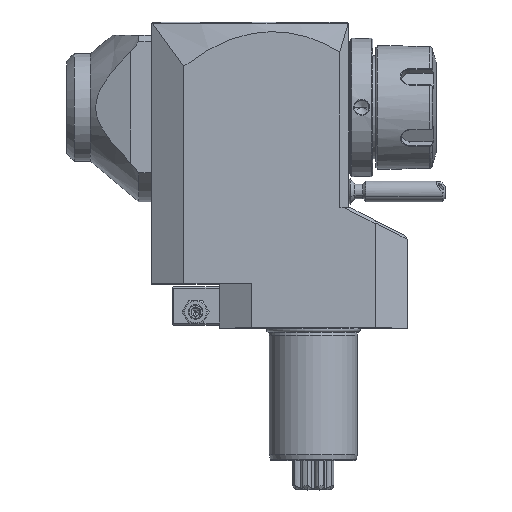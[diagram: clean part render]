
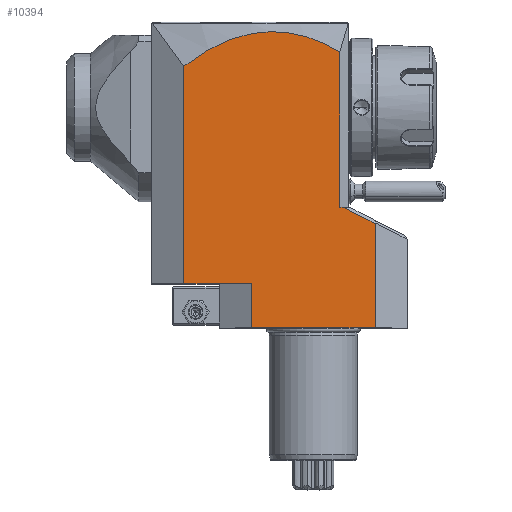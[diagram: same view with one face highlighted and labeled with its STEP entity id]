
A CAD part, top view. The second image highlights one B-rep face of the part: STEP entity #10394.
In plain terms, the highlighted planar face has unit normal (0, 0, 1).
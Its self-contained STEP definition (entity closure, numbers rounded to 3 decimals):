
#60=DIRECTION('',(0.,1.,0.));
#61=VECTOR('',#60,73.907);
#62=CARTESIAN_POINT('',(-21.,-26.,32.));
#63=LINE('',#62,#61);
#64=CARTESIAN_POINT('',(-21.,47.907,32.));
#65=CARTESIAN_POINT('',(-12.549,54.594,32.));
#66=CARTESIAN_POINT('',(4.714,62.449,32.));
#67=CARTESIAN_POINT('',(22.752,58.415,32.));
#68=CARTESIAN_POINT('',(32.,52.883,32.));
#70=DIRECTION('',(0.,-1.,0.));
#71=VECTOR('',#70,52.883);
#72=CARTESIAN_POINT('',(32.,52.883,32.));
#73=LINE('',#72,#71);
#74=DIRECTION('',(-0.891,0.454,0.));
#75=VECTOR('',#74,12.153);
#76=CARTESIAN_POINT('',(44.,-5.518,32.));
#77=LINE('',#76,#75);
#86=DIRECTION('',(0.,1.,0.));
#87=VECTOR('',#86,35.482);
#88=CARTESIAN_POINT('',(44.,-41.,32.));
#89=LINE('',#88,#87);
#172=DIRECTION('',(1.,0.,0.));
#173=VECTOR('',#172,23.);
#174=CARTESIAN_POINT('',(-21.,-26.,32.));
#175=LINE('',#174,#173);
#356=DIRECTION('',(1.,0.,0.));
#357=VECTOR('',#356,1.171);
#358=CARTESIAN_POINT('',(32.,0.,32.));
#359=LINE('',#358,#357);
#4567=DIRECTION('',(0.,-1.,0.));
#4568=VECTOR('',#4567,15.);
#4569=CARTESIAN_POINT('',(2.,-26.,32.));
#4570=LINE('',#4569,#4568);
#4595=DIRECTION('',(-1.,0.,0.));
#4596=VECTOR('',#4595,42.);
#4597=CARTESIAN_POINT('',(44.,-41.,32.));
#4598=LINE('',#4597,#4596);
#9097=VERTEX_POINT('',#64);
#9098=VERTEX_POINT('',#68);
#9556=CARTESIAN_POINT('',(33.171,0.,32.));
#9558=VERTEX_POINT('',#9556);
#9562=CARTESIAN_POINT('',(44.,-5.518,32.));
#9563=VERTEX_POINT('',#9562);
#9580=CARTESIAN_POINT('',(32.,0.,32.));
#9581=VERTEX_POINT('',#9580);
#10033=CARTESIAN_POINT('',(-21.,-26.,32.));
#10035=VERTEX_POINT('',#10033);
#10051=CARTESIAN_POINT('',(44.,-41.,32.));
#10052=VERTEX_POINT('',#10051);
#10053=CARTESIAN_POINT('',(2.,-41.,32.));
#10054=VERTEX_POINT('',#10053);
#10257=CARTESIAN_POINT('',(2.,-26.,32.));
#10258=VERTEX_POINT('',#10257);
#10370=CARTESIAN_POINT('',(-32.,0.,32.));
#10371=DIRECTION('',(0.,0.,1.));
#10372=DIRECTION('',(1.,0.,0.));
#10373=AXIS2_PLACEMENT_3D('',#10370,#10371,#10372);
#10374=PLANE('',#10373);
#10376=ORIENTED_EDGE('',*,*,#10375,.F.);
#10378=ORIENTED_EDGE('',*,*,#10377,.T.);
#10380=ORIENTED_EDGE('',*,*,#10379,.F.);
#10382=ORIENTED_EDGE('',*,*,#10381,.F.);
#10383=ORIENTED_EDGE('',*,*,#10357,.T.);
#10385=ORIENTED_EDGE('',*,*,#10384,.T.);
#10387=ORIENTED_EDGE('',*,*,#10386,.T.);
#10389=ORIENTED_EDGE('',*,*,#10388,.T.);
#10391=ORIENTED_EDGE('',*,*,#10390,.F.);
#10392=EDGE_LOOP('',(#10376,#10378,#10380,#10382,#10383,#10385,#10387,#10389,
#10391));
#10393=FACE_OUTER_BOUND('',#10392,.F.);
#69=B_SPLINE_CURVE_WITH_KNOTS('',3,(#64,#65,#66,#67,#68),.UNSPECIFIED.,.F.,.F.,(
4,1,4),(0.,0.5,1.),.UNSPECIFIED.);
#10357=EDGE_CURVE('',#10035,#9097,#63,.T.);
#10375=EDGE_CURVE('',#10052,#9563,#89,.T.);
#10377=EDGE_CURVE('',#10052,#10054,#4598,.T.);
#10379=EDGE_CURVE('',#10258,#10054,#4570,.T.);
#10381=EDGE_CURVE('',#10035,#10258,#175,.T.);
#10384=EDGE_CURVE('',#9097,#9098,#69,.T.);
#10386=EDGE_CURVE('',#9098,#9581,#73,.T.);
#10388=EDGE_CURVE('',#9581,#9558,#359,.T.);
#10390=EDGE_CURVE('',#9563,#9558,#77,.T.);
#10394=ADVANCED_FACE('',(#10393),#10374,.T.);
